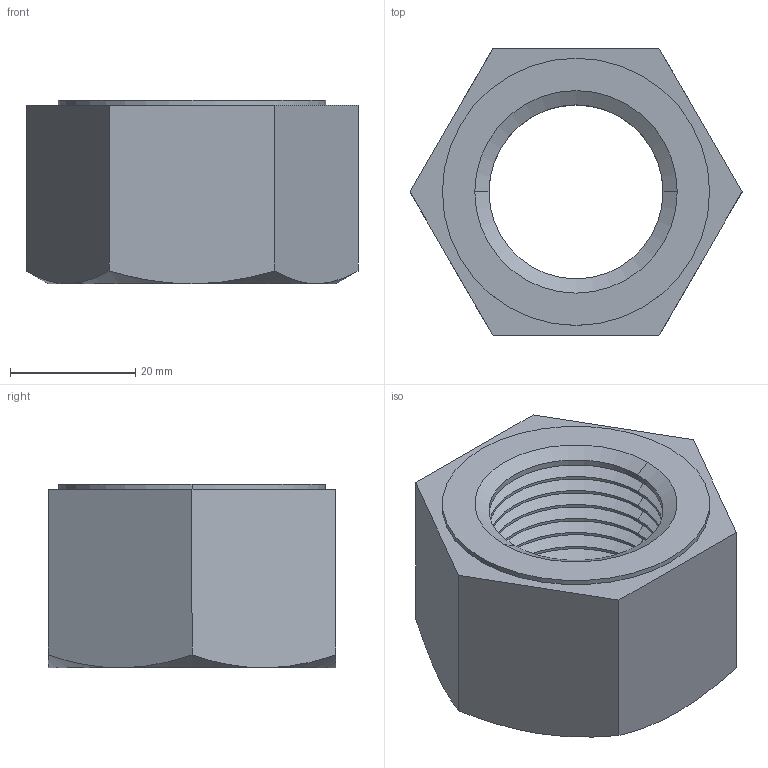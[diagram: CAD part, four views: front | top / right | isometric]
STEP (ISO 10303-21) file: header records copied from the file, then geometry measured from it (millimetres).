
FILE_DESCRIPTION (( 'STEP AP214' ), '1' );
FILE_NAME ('M30-A.STEP', '2021-10-17T16:43:46', ( 'China' ), ( 'Home' ), 'SwSTEP 2.0', 'SolidWorks 2018', '' );
FILE_SCHEMA (( 'AUTOMOTIVE_DESIGN' ));
Length unit declared in the file: millimetre
Products named in the file (1): M30-A
Bounding box: 53.12 x 46 x 29.4 mm (x, y, z)
Volume: 33268.9 mm3; surface area: 11606.7 mm2
Topology: 1 solids, 1 shells, 82 faces, 168 edges, 89 vertices
Faces by surface type: cone 51, cylinder 22, plane 9
Entity records: 2195 total; most frequent: CARTESIAN_POINT 424, DIRECTION 399, ORIENTED_EDGE 336, EDGE_CURVE 168, AXIS2_PLACEMENT_3D 160, VERTEX_POINT 89, EDGE_LOOP 85, FACE_OUTER_BOUND 82
